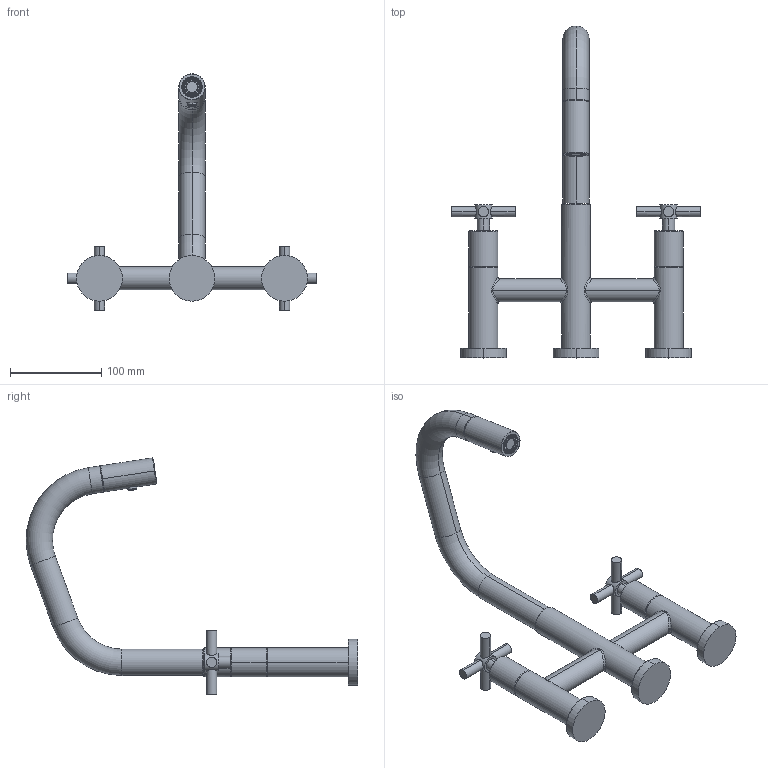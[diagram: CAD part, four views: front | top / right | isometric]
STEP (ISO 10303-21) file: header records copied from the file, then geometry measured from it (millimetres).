
FILE_DESCRIPTION((''),'2;1');
FILE_NAME('1400-5462','2022-04-04T16:09:21',('rsmith'),(''),'CREO PARAMETRIC BY PTC INC, 2019352','CREO PARAMETRIC BY PTC INC, 2019352','');
FILE_SCHEMA(('AUTOMOTIVE_DESIGN { 1 0 10303 214 1 1 1 1 }'));
Length unit declared in the file: inch
Products named in the file (1): 1400-5462
Bounding box: 273.05 x 364.2 x 259.37 mm (x, y, z)
Volume: 783738.2 mm3; surface area: 120481.1 mm2
Topology: 2 solids, 2 shells, 343 faces, 835 edges, 516 vertices
Faces by surface type: plane 135, cylinder 116, bspline 38, cone 32, torus 20, sphere 2
Entity records: 19801 total; most frequent: CARTESIAN_POINT 7611, ORIENTED_EDGE 1666, DIRECTION 1501, PRESENTATION_STYLE_ASSIGNMENT 1086, STYLED_ITEM 837, CURVE_STYLE 833, EDGE_CURVE 833, AXIS2_PLACEMENT_3D 629
